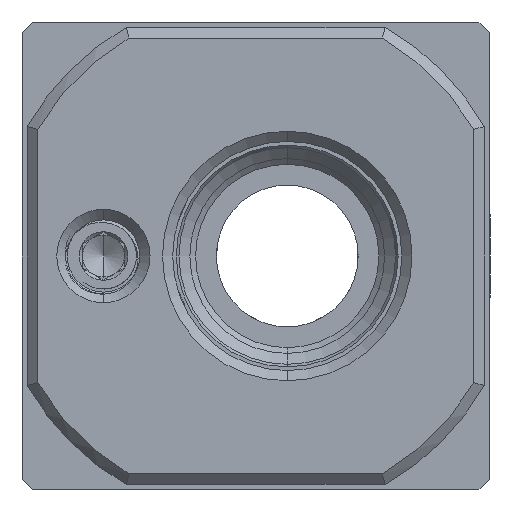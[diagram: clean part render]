
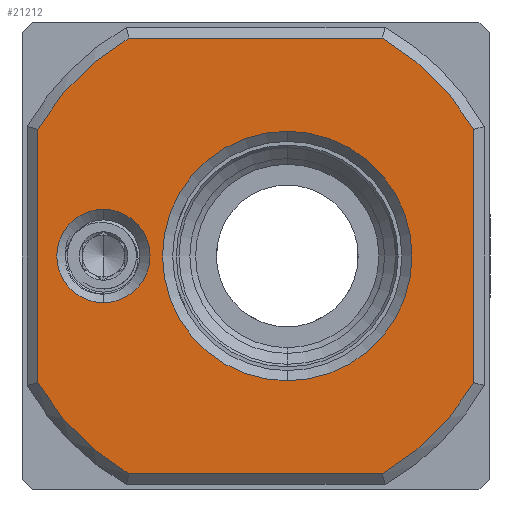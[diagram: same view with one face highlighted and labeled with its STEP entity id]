
A CAD part, left-side view. The second image highlights one B-rep face of the part: STEP entity #21212.
In plain terms, the highlighted planar face has unit normal (-1, 0, 0).
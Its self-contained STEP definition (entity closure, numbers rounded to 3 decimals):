
#16 = AXIS2_PLACEMENT_3D ( 'NONE', #21700, #16836, #3897 ) ;
#214 = PLANE ( 'NONE',  #16 ) ;
#224 = CARTESIAN_POINT ( 'NONE',  ( -28., -34.31, 43. ) ) ;
#465 = EDGE_CURVE ( 'NONE', #6145, #17881, #7391, .T. ) ;
#967 = CARTESIAN_POINT ( 'NONE',  ( -28., -19.25, 34.125 ) ) ;
#1022 = CARTESIAN_POINT ( 'NONE',  ( -28., -10.19, 1.5 ) ) ;
#1346 = CARTESIAN_POINT ( 'NONE',  ( -28., -34.31, 1.5 ) ) ;
#1474 = EDGE_LOOP ( 'NONE', ( #11160, #19480 ) ) ;
#1557 = DIRECTION ( 'NONE',  ( -1., 0., 0. ) ) ;
#1755 = EDGE_CURVE ( 'NONE', #15167, #9091, #17871, .T. ) ;
#1763 = EDGE_CURVE ( 'NONE', #2022, #21036, #20504, .T. ) ;
#1819 = CARTESIAN_POINT ( 'NONE',  ( -28., -9.924, 43. ) ) ;
#1993 = FACE_BOUND ( 'NONE', #2962, .T. ) ;
#2022 = VERTEX_POINT ( 'NONE', #1346 ) ;
#2543 = DIRECTION ( 'NONE',  ( -1., 0., 0. ) ) ;
#2962 = EDGE_LOOP ( 'NONE', ( #9750, #20156 ) ) ;
#3026 = FACE_OUTER_BOUND ( 'NONE', #7065, .T. ) ;
#3480 = VERTEX_POINT ( 'NONE', #11515 ) ;
#3518 = DIRECTION ( 'NONE',  ( 0., 1., 0. ) ) ;
#3567 = CARTESIAN_POINT ( 'NONE',  ( -28., -1.5, 9.924 ) ) ;
#3897 = DIRECTION ( 'NONE',  ( 0., 0., 1. ) ) ;
#3972 = CARTESIAN_POINT ( 'NONE',  ( -28., -19.25, 22.25 ) ) ;
#4310 = CARTESIAN_POINT ( 'NONE',  ( -28., -36.75, 17.808 ) ) ;
#4416 = EDGE_CURVE ( 'NONE', #3480, #6145, #12694, .T. ) ;
#4488 = DIRECTION ( 'NONE',  ( -1., 0., 0. ) ) ;
#4757 = AXIS2_PLACEMENT_3D ( 'NONE', #16171, #4488, #21362 ) ;
#4763 = VERTEX_POINT ( 'NONE', #1022 ) ;
#4813 = ORIENTED_EDGE ( 'NONE', *, *, #16512, .T. ) ;
#4871 = VERTEX_POINT ( 'NONE', #14923 ) ;
#5099 = EDGE_CURVE ( 'NONE', #5893, #7033, #9247, .T. ) ;
#5213 = DIRECTION ( 'NONE',  ( 0., 0., -1. ) ) ;
#5486 = EDGE_CURVE ( 'NONE', #21036, #3480, #20654, .T. ) ;
#5599 = EDGE_CURVE ( 'NONE', #4763, #2022, #7627, .T. ) ;
#5805 = VECTOR ( 'NONE', #8147, 1000. ) ;
#5893 = VERTEX_POINT ( 'NONE', #967 ) ;
#6145 = VERTEX_POINT ( 'NONE', #224 ) ;
#6291 = CIRCLE ( 'NONE', #4757, 4.442 ) ;
#6454 = CARTESIAN_POINT ( 'NONE',  ( -28., -43., 34.576 ) ) ;
#6476 = ORIENTED_EDGE ( 'NONE', *, *, #5599, .T. ) ;
#6531 = LINE ( 'NONE', #3567, #10522 ) ;
#6579 = CIRCLE ( 'NONE', #9841, 24. ) ;
#6885 = EDGE_CURVE ( 'NONE', #4871, #20747, #6531, .T. ) ;
#6992 = CARTESIAN_POINT ( 'NONE',  ( -28., -43., 10.19 ) ) ;
#7033 = VERTEX_POINT ( 'NONE', #10801 ) ;
#7065 = EDGE_LOOP ( 'NONE', ( #6476, #15919, #20891, #10918, #21522, #4813, #15014, #20009 ) ) ;
#7182 = AXIS2_PLACEMENT_3D ( 'NONE', #16962, #1557, #13457 ) ;
#7391 = LINE ( 'NONE', #1819, #20399 ) ;
#7416 = DIRECTION ( 'NONE',  ( 0., 0., 1. ) ) ;
#7596 = AXIS2_PLACEMENT_3D ( 'NONE', #9440, #12906, #9576 ) ;
#7627 = LINE ( 'NONE', #21933, #11623 ) ;
#8005 = CIRCLE ( 'NONE', #8698, 24. ) ;
#8147 = DIRECTION ( 'NONE',  ( 0., 0., 1. ) ) ;
#8290 = CARTESIAN_POINT ( 'NONE',  ( -28., -22.25, 22.25 ) ) ;
#8698 = AXIS2_PLACEMENT_3D ( 'NONE', #8290, #16659, #20082 ) ;
#8768 = DIRECTION ( 'NONE',  ( -1., 0., 0. ) ) ;
#8944 = CARTESIAN_POINT ( 'NONE',  ( -28., -10.19, 43. ) ) ;
#9052 = AXIS2_PLACEMENT_3D ( 'NONE', #21217, #11286, #12842 ) ;
#9091 = VERTEX_POINT ( 'NONE', #4310 ) ;
#9185 = AXIS2_PLACEMENT_3D ( 'NONE', #3972, #2543, #7416 ) ;
#9247 = CIRCLE ( 'NONE', #9185, 11.875 ) ;
#9440 = CARTESIAN_POINT ( 'NONE',  ( -28., -36.75, 22.25 ) ) ;
#9448 = CARTESIAN_POINT ( 'NONE',  ( -28., -1.5, 10.19 ) ) ;
#9576 = DIRECTION ( 'NONE',  ( 0., 0., 1. ) ) ;
#9750 = ORIENTED_EDGE ( 'NONE', *, *, #5099, .F. ) ;
#9841 = AXIS2_PLACEMENT_3D ( 'NONE', #18951, #8768, #10321 ) ;
#10077 = DIRECTION ( 'NONE',  ( -1., 0., 0. ) ) ;
#10152 = DIRECTION ( 'NONE',  ( 0., -1., 0. ) ) ;
#10204 = EDGE_CURVE ( 'NONE', #20747, #4763, #8005, .T. ) ;
#10321 = DIRECTION ( 'NONE',  ( 0., 0., 1. ) ) ;
#10365 = CARTESIAN_POINT ( 'NONE',  ( -28., -36.75, 26.692 ) ) ;
#10522 = VECTOR ( 'NONE', #5213, 1000. ) ;
#10801 = CARTESIAN_POINT ( 'NONE',  ( -28., -19.25, 10.375 ) ) ;
#10918 = ORIENTED_EDGE ( 'NONE', *, *, #4416, .T. ) ;
#11160 = ORIENTED_EDGE ( 'NONE', *, *, #1755, .F. ) ;
#11286 = DIRECTION ( 'NONE',  ( -1., 0., 0. ) ) ;
#11515 = CARTESIAN_POINT ( 'NONE',  ( -28., -43., 34.31 ) ) ;
#11623 = VECTOR ( 'NONE', #10152, 1000. ) ;
#12186 = EDGE_CURVE ( 'NONE', #7033, #5893, #21202, .T. ) ;
#12694 = CIRCLE ( 'NONE', #7182, 24. ) ;
#12842 = DIRECTION ( 'NONE',  ( 0., 0., 1. ) ) ;
#12906 = DIRECTION ( 'NONE',  ( -1., 0., 0. ) ) ;
#13457 = DIRECTION ( 'NONE',  ( 0., 0., 1. ) ) ;
#13647 = DIRECTION ( 'NONE',  ( 0., 0., 1. ) ) ;
#14262 = AXIS2_PLACEMENT_3D ( 'NONE', #18409, #10077, #13647 ) ;
#14923 = CARTESIAN_POINT ( 'NONE',  ( -28., -1.5, 34.31 ) ) ;
#15014 = ORIENTED_EDGE ( 'NONE', *, *, #6885, .T. ) ;
#15167 = VERTEX_POINT ( 'NONE', #10365 ) ;
#15919 = ORIENTED_EDGE ( 'NONE', *, *, #1763, .T. ) ;
#16171 = CARTESIAN_POINT ( 'NONE',  ( -28., -36.75, 22.25 ) ) ;
#16512 = EDGE_CURVE ( 'NONE', #17881, #4871, #6579, .T. ) ;
#16659 = DIRECTION ( 'NONE',  ( -1., 0., 0. ) ) ;
#16836 = DIRECTION ( 'NONE',  ( -1., 0., 0. ) ) ;
#16962 = CARTESIAN_POINT ( 'NONE',  ( -28., -22.25, 22.25 ) ) ;
#17362 = FACE_BOUND ( 'NONE', #1474, .T. ) ;
#17871 = CIRCLE ( 'NONE', #7596, 4.442 ) ;
#17881 = VERTEX_POINT ( 'NONE', #8944 ) ;
#18064 = EDGE_CURVE ( 'NONE', #9091, #15167, #6291, .T. ) ;
#18409 = CARTESIAN_POINT ( 'NONE',  ( -28., -19.25, 22.25 ) ) ;
#18951 = CARTESIAN_POINT ( 'NONE',  ( -28., -22.25, 22.25 ) ) ;
#19480 = ORIENTED_EDGE ( 'NONE', *, *, #18064, .F. ) ;
#20009 = ORIENTED_EDGE ( 'NONE', *, *, #10204, .T. ) ;
#20082 = DIRECTION ( 'NONE',  ( 0., 0., 1. ) ) ;
#20156 = ORIENTED_EDGE ( 'NONE', *, *, #12186, .F. ) ;
#20399 = VECTOR ( 'NONE', #3518, 1000. ) ;
#20504 = CIRCLE ( 'NONE', #9052, 24. ) ;
#20654 = LINE ( 'NONE', #6454, #5805 ) ;
#20747 = VERTEX_POINT ( 'NONE', #9448 ) ;
#20891 = ORIENTED_EDGE ( 'NONE', *, *, #5486, .T. ) ;
#21036 = VERTEX_POINT ( 'NONE', #6992 ) ;
#21202 = CIRCLE ( 'NONE', #14262, 11.875 ) ;
#21212 = ADVANCED_FACE ( 'NONE', ( #1993, #3026, #17362 ), #214, .T. ) ;
#21217 = CARTESIAN_POINT ( 'NONE',  ( -28., -22.25, 22.25 ) ) ;
#21362 = DIRECTION ( 'NONE',  ( 0., 0., 1. ) ) ;
#21522 = ORIENTED_EDGE ( 'NONE', *, *, #465, .T. ) ;
#21700 = CARTESIAN_POINT ( 'NONE',  ( -28., -22.25, 22.25 ) ) ;
#21933 = CARTESIAN_POINT ( 'NONE',  ( -28., -34.576, 1.5 ) ) ;
